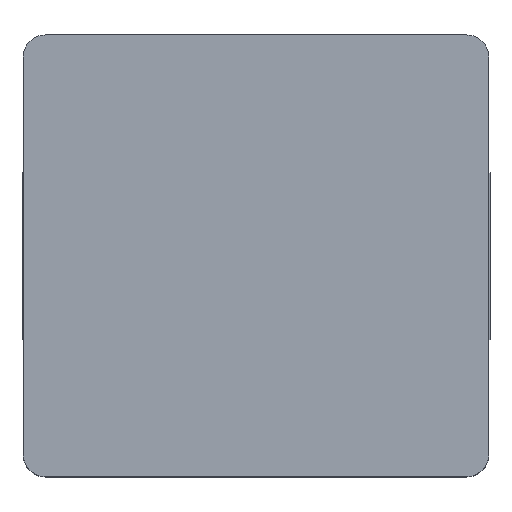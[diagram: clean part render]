
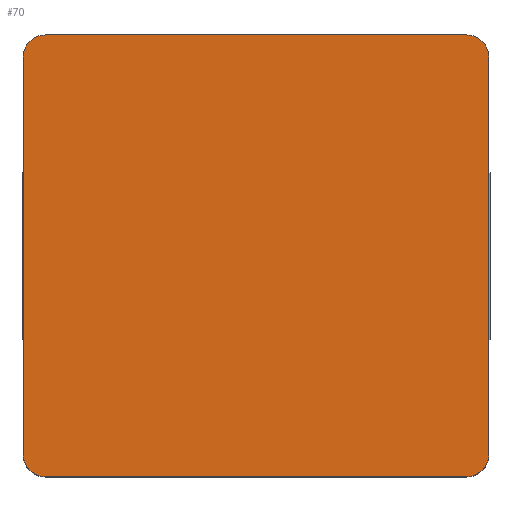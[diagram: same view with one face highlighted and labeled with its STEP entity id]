
A CAD part, top view. The second image highlights one B-rep face of the part: STEP entity #70.
In plain terms, the highlighted planar face has unit normal (0, 0, 1).
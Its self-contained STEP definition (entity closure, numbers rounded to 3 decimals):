
#13=DIRECTION('',(0.,0.,1.));
#20=ORIENTED_EDGE('',*,*,#21,.F.);
#21=EDGE_CURVE('',#22,#24,#26,.T.);
#22=VERTEX_POINT('',#23);
#23=CARTESIAN_POINT('',(-1.95,-1.665,1.8));
#24=VERTEX_POINT('',#25);
#25=CARTESIAN_POINT('',(-1.95,1.665,1.8));
#26=LINE('',#27,#28);
#27=CARTESIAN_POINT('',(-1.95,-1.85,1.8));
#28=VECTOR('',#29,1.);
#29=DIRECTION('',(0.,1.,0.));
#54=DIRECTION('',(0.,-1.,0.));
#69=DIRECTION('',(1.,0.,0.));
#70=ADVANCED_FACE('',(#71),#119,.T.);
#71=FACE_BOUND('',#72,.T.);
#72=EDGE_LOOP('',(#20,#73,#81,#87,#95,#101,#108,#114));
#73=ORIENTED_EDGE('',*,*,#74,.T.);
#74=EDGE_CURVE('',#22,#75,#77,.T.);
#75=VERTEX_POINT('',#76);
#76=CARTESIAN_POINT('',(-1.765,-1.85,1.8));
#77=CIRCLE('',#78,0.185);
#78=AXIS2_PLACEMENT_3D('',#79,#80,#54);
#79=CARTESIAN_POINT('',(-1.765,-1.665,1.8));
#80=DIRECTION('',(-0.,0.,1.));
#81=ORIENTED_EDGE('',*,*,#82,.T.);
#82=EDGE_CURVE('',#75,#83,#85,.T.);
#83=VERTEX_POINT('',#84);
#84=CARTESIAN_POINT('',(1.765,-1.85,1.8));
#85=LINE('',#27,#86);
#86=VECTOR('',#69,1.);
#87=ORIENTED_EDGE('',*,*,#88,.F.);
#88=EDGE_CURVE('',#89,#83,#91,.T.);
#89=VERTEX_POINT('',#90);
#90=CARTESIAN_POINT('',(1.95,-1.665,1.8));
#91=CIRCLE('',#92,0.185);
#92=AXIS2_PLACEMENT_3D('',#93,#94,#54);
#93=CARTESIAN_POINT('',(1.765,-1.665,1.8));
#94=DIRECTION('',(-0.,-0.,-1.));
#95=ORIENTED_EDGE('',*,*,#96,.T.);
#96=EDGE_CURVE('',#89,#97,#99,.T.);
#97=VERTEX_POINT('',#98);
#98=CARTESIAN_POINT('',(1.95,1.665,1.8));
#99=LINE('',#100,#28);
#100=CARTESIAN_POINT('',(1.95,-1.85,1.8));
#101=ORIENTED_EDGE('',*,*,#102,.T.);
#102=EDGE_CURVE('',#97,#103,#105,.T.);
#103=VERTEX_POINT('',#104);
#104=CARTESIAN_POINT('',(1.765,1.85,1.8));
#105=CIRCLE('',#106,0.185);
#106=AXIS2_PLACEMENT_3D('',#107,#80,#54);
#107=CARTESIAN_POINT('',(1.765,1.665,1.8));
#108=ORIENTED_EDGE('',*,*,#109,.F.);
#109=EDGE_CURVE('',#110,#103,#112,.T.);
#110=VERTEX_POINT('',#111);
#111=CARTESIAN_POINT('',(-1.765,1.85,1.8));
#112=LINE('',#113,#86);
#113=CARTESIAN_POINT('',(-1.95,1.85,1.8));
#114=ORIENTED_EDGE('',*,*,#115,.F.);
#115=EDGE_CURVE('',#24,#110,#116,.T.);
#116=CIRCLE('',#117,0.185);
#117=AXIS2_PLACEMENT_3D('',#118,#94,#54);
#118=CARTESIAN_POINT('',(-1.765,1.665,1.8));
#119=PLANE('',#120);
#120=AXIS2_PLACEMENT_3D('',#27,#13,#69);
